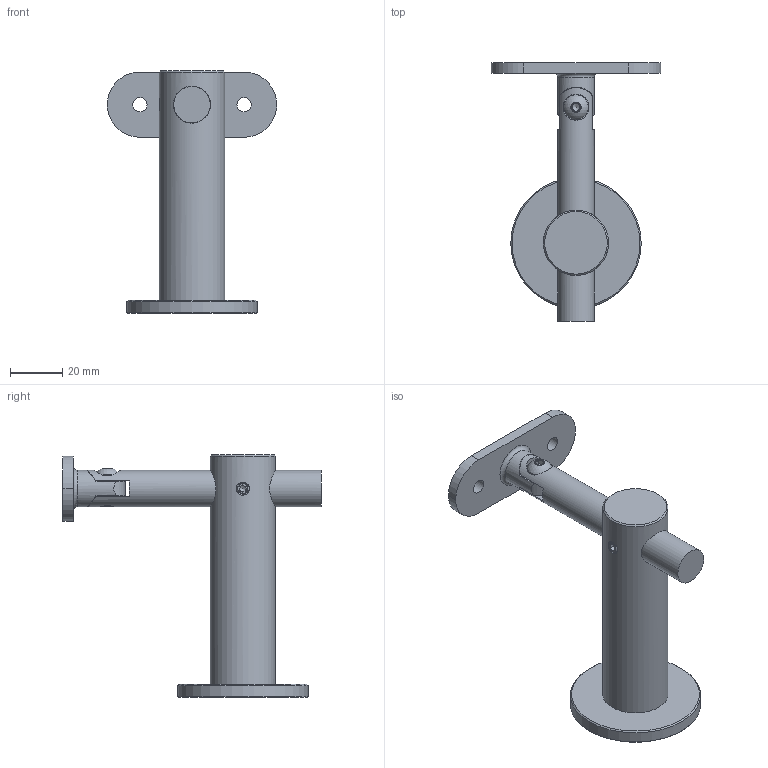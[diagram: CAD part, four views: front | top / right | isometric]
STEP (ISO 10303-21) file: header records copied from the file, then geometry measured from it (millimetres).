
FILE_DESCRIPTION (( 'STEP AP203' ), '1' );
FILE_NAME ('50362-240.step', '2020-03-13T07:23:31', ( '' ), ( '' ), 'SwSTEP 2.0', 'SolidWorks 2015', '' );
FILE_SCHEMA (( 'CONFIG_CONTROL_DESIGN' ));
Length unit declared in the file: millimetre
Products named in the file (12): 503XX-240 Teil4_50362-240 Teil4; 50362-240; DIN 7380; DIN913_DIN 913 M5x5; 503XX-240 Teil1; 503XX-240 Teil1_50362-240 Teil1; 503XX-240 Teil4; 503XX-240 Teil3; DIN 7380_DIN 7380 M5x12; 503XX-240 Teil3_50362-240 Teil3; DIN913
Assembly tree (8 placements, depth 2):
  50362-240
    503XX-240 Teil1_50362-240 Teil1
    503XX-240 Teil3_50362-240 Teil3
    503XX-240 Teil4_50362-240 Teil4
    DIN913_DIN 913 M5x5
    DIN 7380_DIN 7380 M5x12
  503XX-240 Teil1
  50362-240
    DIN913
    503XX-240 Teil4
    DIN 7380
  503XX-240 Teil3
Bounding box: 65 x 99 x 93 mm (x, y, z)
Volume: 67629.2 mm3; surface area: 22567.9 mm2
Topology: 5 solids, 5 shells, 314 faces, 801 edges, 529 vertices
Faces by surface type: plane 157, bspline 110, cylinder 26, cone 18, torus 2, sphere 1
Full cylindrical faces by diameter (mm): 4.2 x2, 5 x2, 5.5 x4, 6.8 x1, 9.5 x1, 14 x2, 14.2 x1, 25 x1, 50 x1
Entity records: 19407 total; most frequent: CARTESIAN_POINT 11542, ORIENTED_EDGE 1512, DIRECTION 1020, EDGE_CURVE 756, VERTEX_POINT 512, VECTOR 452, LINE 452, EDGE_LOOP 388
